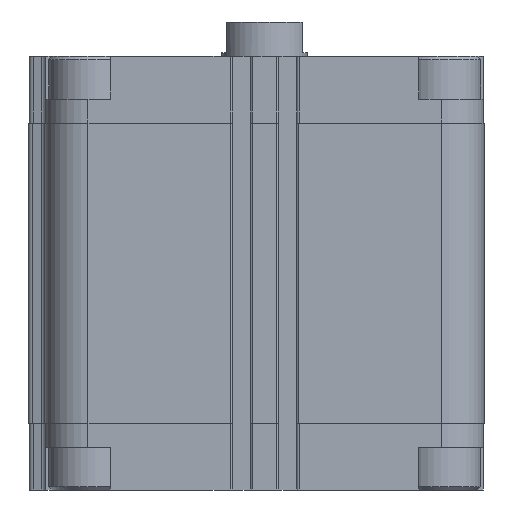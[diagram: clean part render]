
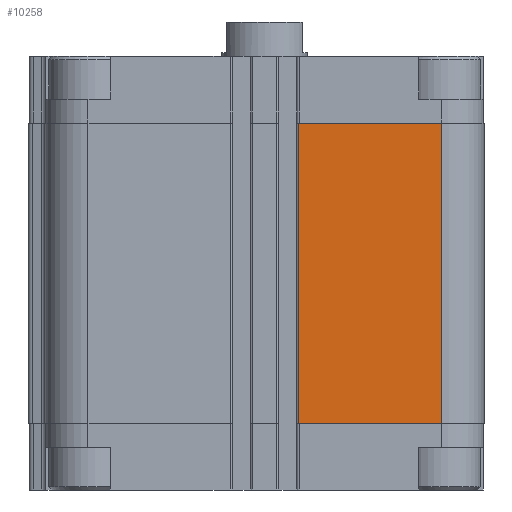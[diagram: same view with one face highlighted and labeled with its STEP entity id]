
A CAD part, left-side view. The second image highlights one B-rep face of the part: STEP entity #10258.
In plain terms, the highlighted face is planar.
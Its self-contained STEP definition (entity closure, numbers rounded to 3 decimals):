
#1968=ORIENTED_EDGE('',*,*,#4566,.F.);
#1969=ORIENTED_EDGE('',*,*,#4651,.F.);
#1970=ORIENTED_EDGE('',*,*,#4265,.T.);
#1971=ORIENTED_EDGE('',*,*,#4652,.T.);
#4265=EDGE_CURVE('',#5755,#5754,#6641,.T.);
#4566=EDGE_CURVE('',#5943,#5944,#6855,.T.);
#4651=EDGE_CURVE('',#5755,#5943,#6908,.T.);
#4652=EDGE_CURVE('',#5754,#5944,#6909,.T.);
#5754=VERTEX_POINT('',#15721);
#5755=VERTEX_POINT('',#15723);
#5943=VERTEX_POINT('',#16316);
#5944=VERTEX_POINT('',#16318);
#6641=LINE('',#15722,#7593);
#6855=LINE('',#16317,#7807);
#6908=LINE('',#16488,#7860);
#6909=LINE('',#16490,#7861);
#7593=VECTOR('',#12175,1000.);
#7807=VECTOR('',#12773,1000.);
#7860=VECTOR('',#12948,1000.);
#7861=VECTOR('',#12951,1000.);
#8464=EDGE_LOOP('',(#1968,#1969,#1970,#1971));
#9170=FACE_BOUND('',#8464,.T.);
#9795=PLANE('',#11078);
#10258=ADVANCED_FACE('',(#9170),#9795,.T.);
#11078=AXIS2_PLACEMENT_3D('',#16489,#12949,#12950);
#12175=DIRECTION('',(0.,1.,0.));
#12773=DIRECTION('',(0.,1.,0.));
#12948=DIRECTION('',(0.,0.,1.));
#12949=DIRECTION('',(1.,0.,0.));
#12950=DIRECTION('',(0.,0.,-1.));
#12951=DIRECTION('',(0.,0.,1.));
#15721=CARTESIAN_POINT('',(64.,51.5,-107.));
#15722=CARTESIAN_POINT('',(64.,9.95,-107.));
#15723=CARTESIAN_POINT('',(64.,9.95,-107.));
#16316=CARTESIAN_POINT('',(64.,9.95,-19.5));
#16317=CARTESIAN_POINT('',(64.,9.95,-19.5));
#16318=CARTESIAN_POINT('',(64.,51.5,-19.5));
#16488=CARTESIAN_POINT('',(64.,9.95,-107.));
#16489=CARTESIAN_POINT('',(64.,9.95,-107.));
#16490=CARTESIAN_POINT('',(64.,51.5,-107.));
